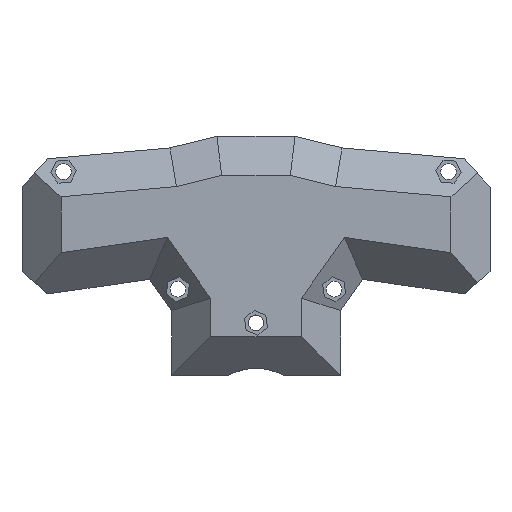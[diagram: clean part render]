
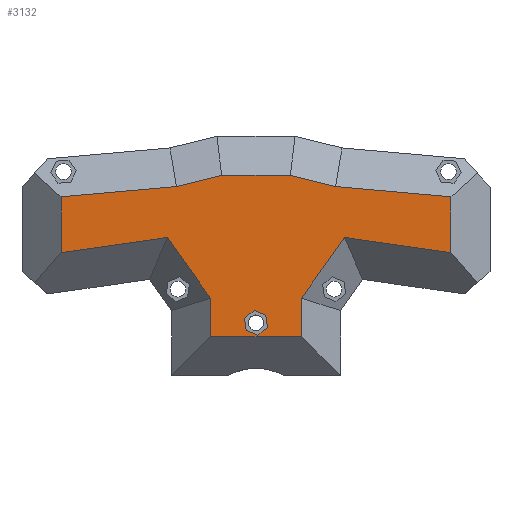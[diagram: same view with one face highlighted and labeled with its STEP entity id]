
A CAD part, front view. The second image highlights one B-rep face of the part: STEP entity #3132.
In plain terms, the highlighted planar face has unit normal (0, -1, 0).
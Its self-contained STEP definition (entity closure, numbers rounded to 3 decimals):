
#106=FACE_BOUND('',#369,.T.);
#189=FACE_OUTER_BOUND('',#368,.T.);
#368=EDGE_LOOP('',(#2147,#2148,#2149,#2150,#2151,#2152,#2153,#2154,#2155,
#2156,#2157,#2158,#2159,#2160));
#369=EDGE_LOOP('',(#2161,#2162,#2163,#2164,#2165,#2166));
#606=LINE('',#4621,#975);
#607=LINE('',#4623,#976);
#608=LINE('',#4625,#977);
#609=LINE('',#4627,#978);
#610=LINE('',#4629,#979);
#611=LINE('',#4631,#980);
#612=LINE('',#4633,#981);
#613=LINE('',#4635,#982);
#614=LINE('',#4637,#983);
#615=LINE('',#4639,#984);
#616=LINE('',#4641,#985);
#617=LINE('',#4643,#986);
#618=LINE('',#4645,#987);
#619=LINE('',#4646,#988);
#620=LINE('',#4649,#989);
#621=LINE('',#4651,#990);
#622=LINE('',#4653,#991);
#623=LINE('',#4655,#992);
#624=LINE('',#4657,#993);
#625=LINE('',#4658,#994);
#975=VECTOR('',#3638,10.);
#976=VECTOR('',#3639,10.);
#977=VECTOR('',#3640,10.);
#978=VECTOR('',#3641,10.);
#979=VECTOR('',#3642,10.);
#980=VECTOR('',#3643,10.);
#981=VECTOR('',#3644,10.);
#982=VECTOR('',#3645,10.);
#983=VECTOR('',#3646,10.);
#984=VECTOR('',#3647,10.);
#985=VECTOR('',#3648,10.);
#986=VECTOR('',#3649,10.);
#987=VECTOR('',#3650,10.);
#988=VECTOR('',#3651,10.);
#989=VECTOR('',#3652,10.);
#990=VECTOR('',#3653,10.);
#991=VECTOR('',#3654,10.);
#992=VECTOR('',#3655,10.);
#993=VECTOR('',#3656,10.);
#994=VECTOR('',#3657,10.);
#1356=VERTEX_POINT('',#4619);
#1357=VERTEX_POINT('',#4620);
#1358=VERTEX_POINT('',#4622);
#1359=VERTEX_POINT('',#4624);
#1360=VERTEX_POINT('',#4626);
#1361=VERTEX_POINT('',#4628);
#1362=VERTEX_POINT('',#4630);
#1363=VERTEX_POINT('',#4632);
#1364=VERTEX_POINT('',#4634);
#1365=VERTEX_POINT('',#4636);
#1366=VERTEX_POINT('',#4638);
#1367=VERTEX_POINT('',#4640);
#1368=VERTEX_POINT('',#4642);
#1369=VERTEX_POINT('',#4644);
#1370=VERTEX_POINT('',#4647);
#1371=VERTEX_POINT('',#4648);
#1372=VERTEX_POINT('',#4650);
#1373=VERTEX_POINT('',#4652);
#1374=VERTEX_POINT('',#4654);
#1375=VERTEX_POINT('',#4656);
#1667=EDGE_CURVE('',#1356,#1357,#606,.T.);
#1668=EDGE_CURVE('',#1358,#1356,#607,.T.);
#1669=EDGE_CURVE('',#1359,#1358,#608,.T.);
#1670=EDGE_CURVE('',#1360,#1359,#609,.T.);
#1671=EDGE_CURVE('',#1361,#1360,#610,.T.);
#1672=EDGE_CURVE('',#1362,#1361,#611,.T.);
#1673=EDGE_CURVE('',#1363,#1362,#612,.T.);
#1674=EDGE_CURVE('',#1364,#1363,#613,.T.);
#1675=EDGE_CURVE('',#1365,#1364,#614,.T.);
#1676=EDGE_CURVE('',#1366,#1365,#615,.T.);
#1677=EDGE_CURVE('',#1367,#1366,#616,.T.);
#1678=EDGE_CURVE('',#1368,#1367,#617,.T.);
#1679=EDGE_CURVE('',#1369,#1368,#618,.T.);
#1680=EDGE_CURVE('',#1357,#1369,#619,.T.);
#1681=EDGE_CURVE('',#1370,#1371,#620,.T.);
#1682=EDGE_CURVE('',#1371,#1372,#621,.T.);
#1683=EDGE_CURVE('',#1372,#1373,#622,.T.);
#1684=EDGE_CURVE('',#1373,#1374,#623,.T.);
#1685=EDGE_CURVE('',#1374,#1375,#624,.T.);
#1686=EDGE_CURVE('',#1375,#1370,#625,.T.);
#2147=ORIENTED_EDGE('',*,*,#1667,.F.);
#2148=ORIENTED_EDGE('',*,*,#1668,.F.);
#2149=ORIENTED_EDGE('',*,*,#1669,.F.);
#2150=ORIENTED_EDGE('',*,*,#1670,.F.);
#2151=ORIENTED_EDGE('',*,*,#1671,.F.);
#2152=ORIENTED_EDGE('',*,*,#1672,.F.);
#2153=ORIENTED_EDGE('',*,*,#1673,.F.);
#2154=ORIENTED_EDGE('',*,*,#1674,.F.);
#2155=ORIENTED_EDGE('',*,*,#1675,.F.);
#2156=ORIENTED_EDGE('',*,*,#1676,.F.);
#2157=ORIENTED_EDGE('',*,*,#1677,.F.);
#2158=ORIENTED_EDGE('',*,*,#1678,.F.);
#2159=ORIENTED_EDGE('',*,*,#1679,.F.);
#2160=ORIENTED_EDGE('',*,*,#1680,.F.);
#2161=ORIENTED_EDGE('',*,*,#1681,.T.);
#2162=ORIENTED_EDGE('',*,*,#1682,.T.);
#2163=ORIENTED_EDGE('',*,*,#1683,.T.);
#2164=ORIENTED_EDGE('',*,*,#1684,.T.);
#2165=ORIENTED_EDGE('',*,*,#1685,.T.);
#2166=ORIENTED_EDGE('',*,*,#1686,.T.);
#2988=PLANE('',#3335);
#3132=ADVANCED_FACE('',(#189,#106),#2988,.T.);
#3335=AXIS2_PLACEMENT_3D('',#4618,#3636,#3637);
#3636=DIRECTION('center_axis',(0.,-1.,0.));
#3637=DIRECTION('ref_axis',(-1.,0.,0.));
#3638=DIRECTION('',(0.996,0.,-0.088));
#3639=DIRECTION('',(0.971,0.,-0.239));
#3640=DIRECTION('',(1.,0.,0.));
#3641=DIRECTION('',(0.971,0.,0.239));
#3642=DIRECTION('',(0.996,0.,0.088));
#3643=DIRECTION('',(0.,0.,1.));
#3644=DIRECTION('',(-0.99,0.,-0.141));
#3645=DIRECTION('',(-0.578,0.,0.816));
#3646=DIRECTION('',(0.,0.,1.));
#3647=DIRECTION('',(-1.,0.,0.));
#3648=DIRECTION('',(0.,0.,-1.));
#3649=DIRECTION('',(-0.578,0.,-0.816));
#3650=DIRECTION('',(-0.99,0.,0.141));
#3651=DIRECTION('',(0.,0.,-1.));
#3652=DIRECTION('',(-0.144,0.,0.99));
#3653=DIRECTION('',(0.785,0.,0.62));
#3654=DIRECTION('',(0.929,0.,-0.37));
#3655=DIRECTION('',(0.144,0.,-0.99));
#3656=DIRECTION('',(-0.785,0.,-0.62));
#3657=DIRECTION('',(-0.929,0.,0.37));
#4618=CARTESIAN_POINT('Origin',(32.5,-35.,435.));
#4619=CARTESIAN_POINT('',(30.615,-35.,457.713));
#4620=CARTESIAN_POINT('',(75.,-35.,453.779));
#4621=CARTESIAN_POINT('',(33.121,-35.,457.491));
#4622=CARTESIAN_POINT('',(13.183,-35.,462.));
#4623=CARTESIAN_POINT('',(24.539,-35.,459.208));
#4624=CARTESIAN_POINT('',(-13.183,-35.,462.));
#4625=CARTESIAN_POINT('',(16.25,-35.,462.));
#4626=CARTESIAN_POINT('',(-30.615,-35.,457.713));
#4627=CARTESIAN_POINT('',(-2.933,-35.,464.52));
#4628=CARTESIAN_POINT('',(-75.,-35.,453.779));
#4629=CARTESIAN_POINT('',(-29.333,-35.,457.827));
#4630=CARTESIAN_POINT('',(-75.,-35.,432.295));
#4631=CARTESIAN_POINT('',(-75.,-35.,435.));
#4632=CARTESIAN_POINT('',(-34.054,-35.,438.145));
#4633=CARTESIAN_POINT('',(-6.196,-35.,442.124));
#4634=CARTESIAN_POINT('',(-17.5,-35.,414.774));
#4635=CARTESIAN_POINT('',(-15.297,-35.,411.664));
#4636=CARTESIAN_POINT('',(-17.5,-35.,400.));
#4637=CARTESIAN_POINT('',(-17.5,-35.,435.));
#4638=CARTESIAN_POINT('',(17.5,-35.,400.));
#4639=CARTESIAN_POINT('',(16.25,-35.,400.));
#4640=CARTESIAN_POINT('',(17.5,-35.,414.774));
#4641=CARTESIAN_POINT('',(17.5,-35.,435.));
#4642=CARTESIAN_POINT('',(34.054,-35.,438.145));
#4643=CARTESIAN_POINT('',(30.406,-35.,432.994));
#4644=CARTESIAN_POINT('',(75.,-35.,432.295));
#4645=CARTESIAN_POINT('',(62.546,-35.,434.074));
#4646=CARTESIAN_POINT('',(75.,-35.,435.));
#4647=CARTESIAN_POINT('',(-3.744,-35.,402.359));
#4648=CARTESIAN_POINT('',(-4.431,-35.,407.073));
#4649=CARTESIAN_POINT('',(-5.696,-35.,415.756));
#4650=CARTESIAN_POINT('',(-0.692,-35.,410.024));
#4651=CARTESIAN_POINT('',(13.737,-35.,421.414));
#4652=CARTESIAN_POINT('',(3.733,-35.,408.262));
#4653=CARTESIAN_POINT('',(9.34,-35.,406.029));
#4654=CARTESIAN_POINT('',(4.42,-35.,403.549));
#4655=CARTESIAN_POINT('',(2.125,-35.,419.302));
#4656=CARTESIAN_POINT('',(0.681,-35.,400.597));
#4657=CARTESIAN_POINT('',(20.718,-35.,416.414));
#4658=CARTESIAN_POINT('',(8.501,-35.,397.483));
